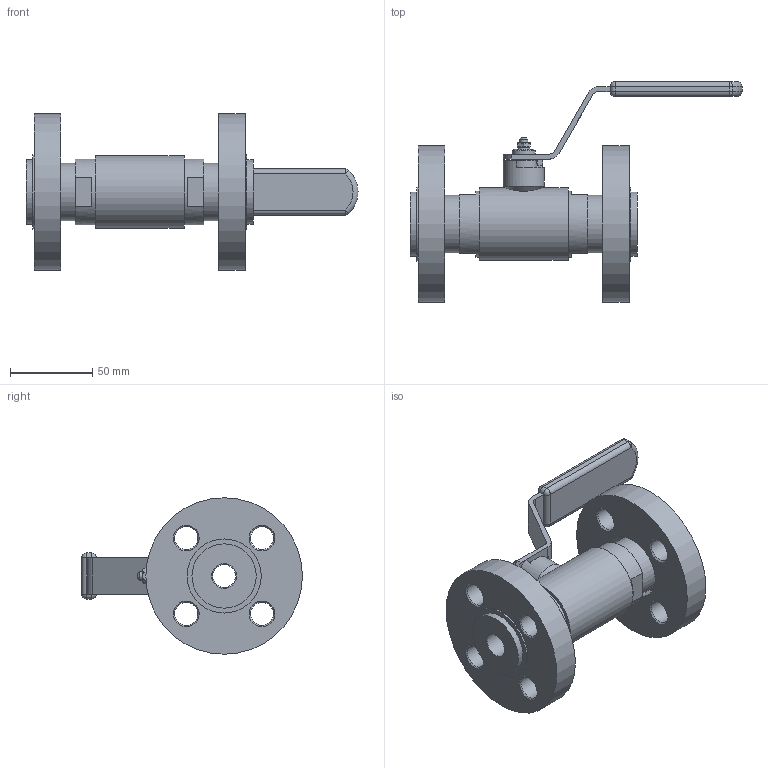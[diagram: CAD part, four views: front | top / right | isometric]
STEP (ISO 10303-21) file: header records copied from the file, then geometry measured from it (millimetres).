
FILE_DESCRIPTION(('STEP AP242'), '1');
FILE_NAME('ÔÁ39.210.015.000 - Êðàí ïðîõîäíîé DN15 PN40', '', ('UNSPECIFIED'), ('UNSPECIFIED'), 'ASCON STEP Converter 1.6', 'ASCON Math Kernel', '');
FILE_SCHEMA(('AP242_MANAGED_MODEL_BASED_3D_ENGINEERING_MIM_LF { 1 0 10303 442 1 1 4 }'));
Length unit declared in the file: millimetre
Products named in the file (1): 埡39.210.015.000
Bounding box: 201.5 x 134 x 95 mm (x, y, z)
Volume: 351682.3 mm3; surface area: 77150.2 mm2
Topology: 1 solids, 1 shells, 205 faces, 484 edges, 292 vertices
Faces by surface type: plane 97, cylinder 64, cone 28, torus 8, sphere 8
Full cylindrical faces by diameter (mm): 3.8 x1, 5 x2, 5.1 x1, 7.8 x1, 10 x2, 11 x1, 14 x10, 15 x2, 16 x1, 17 x1, 18 x1, 25 x1, 35 x2, 39 x2, 40 x4, 44 x1, 45 x2, 95 x2
Entity records: 7924 total; most frequent: CARTESIAN_POINT 1706, DIRECTION 990, ORIENTED_EDGE 816, AXIS2_PLACEMENT_3D 408, EDGE_CURVE 408, EDGE_LOOP 316, VERTEX_POINT 292, COLOUR_RGB 206
